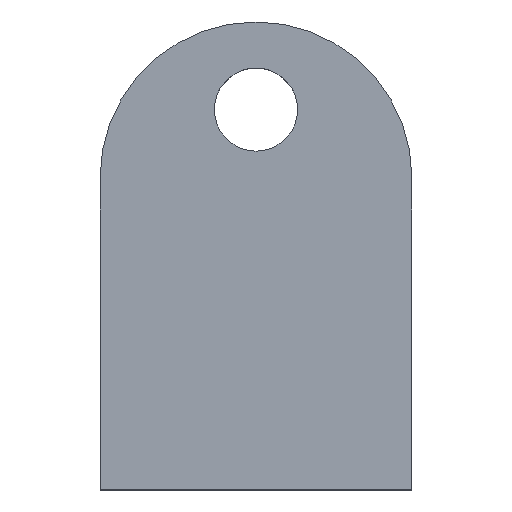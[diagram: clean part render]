
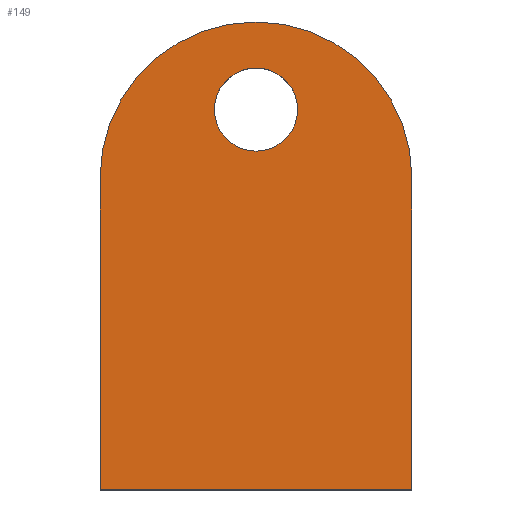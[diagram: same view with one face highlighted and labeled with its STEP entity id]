
A CAD part, top view. The second image highlights one B-rep face of the part: STEP entity #149.
In plain terms, the highlighted planar face has unit normal (0, 0, 1).
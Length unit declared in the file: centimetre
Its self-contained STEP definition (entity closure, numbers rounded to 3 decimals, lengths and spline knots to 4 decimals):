
#17=FACE_BOUND('',#41,.T.);
#22=PLANE('',#177);
#30=FACE_OUTER_BOUND('',#40,.T.);
#40=EDGE_LOOP('',(#130,#131,#132,#133));
#41=EDGE_LOOP('',(#134));
#48=LINE('',#241,#60);
#51=LINE('',#247,#63);
#54=LINE('',#253,#66);
#60=VECTOR('',#199,1.);
#63=VECTOR('',#204,1.);
#66=VECTOR('',#209,1.);
#70=CIRCLE('',#169,0.2);
#73=CIRCLE('',#176,0.75);
#76=VERTEX_POINT('',#229);
#80=VERTEX_POINT('',#238);
#81=VERTEX_POINT('',#240);
#83=VERTEX_POINT('',#246);
#85=VERTEX_POINT('',#252);
#89=EDGE_CURVE('',#76,#76,#70,.T.);
#94=EDGE_CURVE('',#81,#80,#48,.T.);
#97=EDGE_CURVE('',#83,#81,#51,.T.);
#100=EDGE_CURVE('',#85,#83,#54,.T.);
#103=EDGE_CURVE('',#80,#85,#73,.T.);
#130=ORIENTED_EDGE('',*,*,#103,.T.);
#131=ORIENTED_EDGE('',*,*,#100,.T.);
#132=ORIENTED_EDGE('',*,*,#97,.T.);
#133=ORIENTED_EDGE('',*,*,#94,.T.);
#134=ORIENTED_EDGE('',*,*,#89,.T.);
#149=ADVANCED_FACE('',(#30,#17),#22,.T.);
#169=AXIS2_PLACEMENT_3D('',#230,#190,#191);
#176=AXIS2_PLACEMENT_3D('',#257,#215,#216);
#177=AXIS2_PLACEMENT_3D('',#258,#217,#218);
#190=DIRECTION('center_axis',(0.,0.,-1.));
#191=DIRECTION('ref_axis',(1.,0.,0.));
#199=DIRECTION('',(0.,1.,0.));
#204=DIRECTION('',(1.,0.,0.));
#209=DIRECTION('',(0.,-1.,0.));
#215=DIRECTION('center_axis',(0.,0.,1.));
#216=DIRECTION('ref_axis',(1.,0.,0.));
#217=DIRECTION('center_axis',(0.,0.,1.));
#218=DIRECTION('ref_axis',(1.,0.,0.));
#229=CARTESIAN_POINT('',(0.55,1.8287,0.7));
#230=CARTESIAN_POINT('Origin',(0.75,1.8287,0.7));
#238=CARTESIAN_POINT('',(1.5,1.5,0.7));
#240=CARTESIAN_POINT('',(1.5,0.,0.7));
#241=CARTESIAN_POINT('',(1.5,1.5,0.7));
#246=CARTESIAN_POINT('',(0.,0.,0.7));
#247=CARTESIAN_POINT('',(1.5,0.,0.7));
#252=CARTESIAN_POINT('',(0.,1.5,0.7));
#253=CARTESIAN_POINT('',(0.,0.,0.7));
#257=CARTESIAN_POINT('Origin',(0.75,1.5,0.7));
#258=CARTESIAN_POINT('Origin',(0.75,1.125,0.7));
